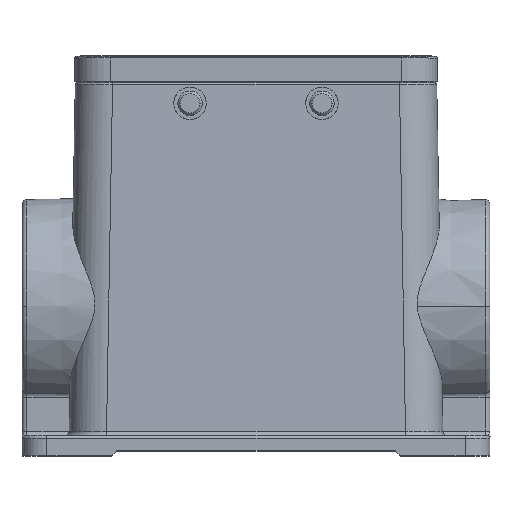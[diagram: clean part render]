
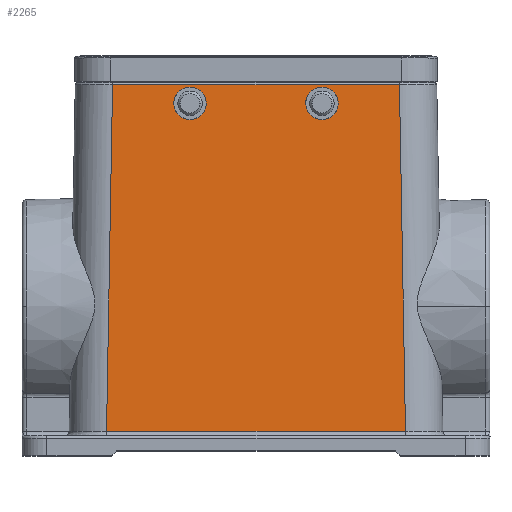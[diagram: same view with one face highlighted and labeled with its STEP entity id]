
A CAD part, top view. The second image highlights one B-rep face of the part: STEP entity #2265.
In plain terms, the highlighted planar face has unit normal (0, 0.018, 1).
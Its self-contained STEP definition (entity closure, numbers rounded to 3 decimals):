
#987 = AXIS2_PLACEMENT_3D ( 'NONE', #6517, #6518, #6519 ) ;
#991 = FACE_BOUND ( 'NONE', #1225, .T. ) ;
#1003 = FACE_OUTER_BOUND ( 'NONE', #1249, .T. ) ;
#1023 = FACE_BOUND ( 'NONE', #1217, .T. ) ;
#1217 = EDGE_LOOP ( 'NONE', ( #7233, #7231 ) ) ;
#1225 = EDGE_LOOP ( 'NONE', ( #7178, #7305 ) ) ;
#1249 = EDGE_LOOP ( 'NONE', ( #7089, #7087, #7116, #7229 ) ) ;
#2265 = ADVANCED_FACE ( 'NONE', ( #1023, #1003, #991 ), #6516, .T. ) ;
#2353 = EDGE_CURVE ( 'NONE', #5633, #5658, #4520, .T. ) ;
#2425 = EDGE_CURVE ( 'NONE', #5651, #5966, #4514, .T. ) ;
#2580 = EDGE_CURVE ( 'NONE', #5966, #5651, #4541, .T. ) ;
#2581 = EDGE_CURVE ( 'NONE', #5658, #5633, #4542, .T. ) ;
#2652 = EDGE_CURVE ( 'NONE', #5848, #5941, #9485, .T. ) ;
#2653 = EDGE_CURVE ( 'NONE', #5822, #5848, #9488, .T. ) ;
#2654 = EDGE_CURVE ( 'NONE', #6026, #5822, #9208, .T. ) ;
#2655 = EDGE_CURVE ( 'NONE', #5941, #6026, #9211, .T. ) ;
#4514 =( BOUNDED_CURVE ( )  B_SPLINE_CURVE ( 3, ( #7479, #7480, #7481, #7482 ),
 .UNSPECIFIED., .F., .T. ) 
 B_SPLINE_CURVE_WITH_KNOTS ( ( 4, 4 ),
 ( 4.712, 7.854 ),
 .UNSPECIFIED. ) 
 CURVE ( )  GEOMETRIC_REPRESENTATION_ITEM ( )  RATIONAL_B_SPLINE_CURVE ( ( 1., 0.333, 0.333, 1. ) ) 
 REPRESENTATION_ITEM ( '' )  );
#4520 =( BOUNDED_CURVE ( )  B_SPLINE_CURVE ( 3, ( #5396, #5397, #5398, #5399 ),
 .UNSPECIFIED., .F., .T. ) 
 B_SPLINE_CURVE_WITH_KNOTS ( ( 4, 4 ),
 ( 4.712, 7.854 ),
 .UNSPECIFIED. ) 
 CURVE ( )  GEOMETRIC_REPRESENTATION_ITEM ( )  RATIONAL_B_SPLINE_CURVE ( ( 1., 0.333, 0.333, 1. ) ) 
 REPRESENTATION_ITEM ( '' )  );
#4541 =( BOUNDED_CURVE ( )  B_SPLINE_CURVE ( 3, ( #10433, #10434, #10435, #10436 ),
 .UNSPECIFIED., .F., .T. ) 
 B_SPLINE_CURVE_WITH_KNOTS ( ( 4, 4 ),
 ( 1.571, 4.712 ),
 .UNSPECIFIED. ) 
 CURVE ( )  GEOMETRIC_REPRESENTATION_ITEM ( )  RATIONAL_B_SPLINE_CURVE ( ( 1., 0.333, 0.333, 1. ) ) 
 REPRESENTATION_ITEM ( '' )  );
#4542 =( BOUNDED_CURVE ( )  B_SPLINE_CURVE ( 3, ( #10437, #10438, #10439, #10440 ),
 .UNSPECIFIED., .F., .T. ) 
 B_SPLINE_CURVE_WITH_KNOTS ( ( 4, 4 ),
 ( 1.571, 4.712 ),
 .UNSPECIFIED. ) 
 CURVE ( )  GEOMETRIC_REPRESENTATION_ITEM ( )  RATIONAL_B_SPLINE_CURVE ( ( 1., 0.333, 0.333, 1. ) ) 
 REPRESENTATION_ITEM ( '' )  );
#4784 = CARTESIAN_POINT ( 'NONE',  ( 10., -6.2, 21.573 ) ) ;
#4789 = CARTESIAN_POINT ( 'NONE',  ( -16.5, -6.2, 21.573 ) ) ;
#4793 = CARTESIAN_POINT ( 'NONE',  ( 16.5, -6.2, 21.573 ) ) ;
#4845 = CARTESIAN_POINT ( 'NONE',  ( -28.809, -2.491, 21.509 ) ) ;
#4852 = CARTESIAN_POINT ( 'NONE',  ( -30.023, -72.017, 22.722 ) ) ;
#4872 = CARTESIAN_POINT ( 'NONE',  ( 30.023, -72.017, 22.722 ) ) ;
#4883 = CARTESIAN_POINT ( 'NONE',  ( -10., -6.2, 21.573 ) ) ;
#4910 = CARTESIAN_POINT ( 'NONE',  ( 28.81, -2.491, 21.509 ) ) ;
#5396 = CARTESIAN_POINT ( 'NONE',  ( 10., -6.2, 21.573 ) ) ;
#5397 = CARTESIAN_POINT ( 'NONE',  ( 10., 0.3, 21.46 ) ) ;
#5398 = CARTESIAN_POINT ( 'NONE',  ( 16.5, 0.3, 21.46 ) ) ;
#5399 = CARTESIAN_POINT ( 'NONE',  ( 16.5, -6.2, 21.573 ) ) ;
#5633 = VERTEX_POINT ( 'NONE', #4784 ) ;
#5651 = VERTEX_POINT ( 'NONE', #4789 ) ;
#5658 = VERTEX_POINT ( 'NONE', #4793 ) ;
#5822 = VERTEX_POINT ( 'NONE', #4845 ) ;
#5848 = VERTEX_POINT ( 'NONE', #4852 ) ;
#5941 = VERTEX_POINT ( 'NONE', #4872 ) ;
#5966 = VERTEX_POINT ( 'NONE', #4883 ) ;
#6026 = VERTEX_POINT ( 'NONE', #4910 ) ;
#6516 = PLANE ( 'NONE',  #987 ) ;
#6517 = CARTESIAN_POINT ( 'NONE',  ( -38.892, -2., 21.5 ) ) ;
#6518 = DIRECTION ( 'NONE',  ( 0., 0.017, 1. ) ) ;
#6519 = DIRECTION ( 'NONE',  ( 0., -1., 0.017 ) ) ;
#7087 = ORIENTED_EDGE ( 'NONE', *, *, #2652, .T. ) ;
#7089 = ORIENTED_EDGE ( 'NONE', *, *, #2653, .T. ) ;
#7116 = ORIENTED_EDGE ( 'NONE', *, *, #2655, .T. ) ;
#7178 = ORIENTED_EDGE ( 'NONE', *, *, #2425, .T. ) ;
#7229 = ORIENTED_EDGE ( 'NONE', *, *, #2654, .T. ) ;
#7231 = ORIENTED_EDGE ( 'NONE', *, *, #2581, .T. ) ;
#7233 = ORIENTED_EDGE ( 'NONE', *, *, #2353, .T. ) ;
#7305 = ORIENTED_EDGE ( 'NONE', *, *, #2580, .T. ) ;
#7479 = CARTESIAN_POINT ( 'NONE',  ( -16.5, -6.2, 21.573 ) ) ;
#7480 = CARTESIAN_POINT ( 'NONE',  ( -16.5, 0.3, 21.46 ) ) ;
#7481 = CARTESIAN_POINT ( 'NONE',  ( -10., 0.3, 21.46 ) ) ;
#7482 = CARTESIAN_POINT ( 'NONE',  ( -10., -6.2, 21.573 ) ) ;
#8049 = VECTOR ( 'NONE', #9487, 1000. ) ;
#8050 = VECTOR ( 'NONE', #9490, 1000. ) ;
#8051 = VECTOR ( 'NONE', #9210, 1000. ) ;
#8053 = VECTOR ( 'NONE', #9213, 1000. ) ;
#9208 = LINE ( 'NONE', #9209, #8051 ) ;
#9209 = CARTESIAN_POINT ( 'NONE',  ( -38.892, -2.491, 21.509 ) ) ;
#9210 = DIRECTION ( 'NONE',  ( -1., 0., 0. ) ) ;
#9211 = LINE ( 'NONE', #9212, #8053 ) ;
#9212 = CARTESIAN_POINT ( 'NONE',  ( 30.023, -72.017, 22.722 ) ) ;
#9213 = DIRECTION ( 'NONE',  ( -0.017, 1., -0.017 ) ) ;
#9485 = LINE ( 'NONE', #9486, #8049 ) ;
#9486 = CARTESIAN_POINT ( 'NONE',  ( -38.892, -72.017, 22.722 ) ) ;
#9487 = DIRECTION ( 'NONE',  ( 1., 0., 0. ) ) ;
#9488 = LINE ( 'NONE', #9489, #8050 ) ;
#9489 = CARTESIAN_POINT ( 'NONE',  ( -28.809, -2.491, 21.509 ) ) ;
#9490 = DIRECTION ( 'NONE',  ( -0.017, -1., 0.017 ) ) ;
#10433 = CARTESIAN_POINT ( 'NONE',  ( -10., -6.2, 21.573 ) ) ;
#10434 = CARTESIAN_POINT ( 'NONE',  ( -10., -12.7, 21.687 ) ) ;
#10435 = CARTESIAN_POINT ( 'NONE',  ( -16.5, -12.7, 21.687 ) ) ;
#10436 = CARTESIAN_POINT ( 'NONE',  ( -16.5, -6.2, 21.573 ) ) ;
#10437 = CARTESIAN_POINT ( 'NONE',  ( 16.5, -6.2, 21.573 ) ) ;
#10438 = CARTESIAN_POINT ( 'NONE',  ( 16.5, -12.7, 21.687 ) ) ;
#10439 = CARTESIAN_POINT ( 'NONE',  ( 10., -12.7, 21.687 ) ) ;
#10440 = CARTESIAN_POINT ( 'NONE',  ( 10., -6.2, 21.573 ) ) ;
